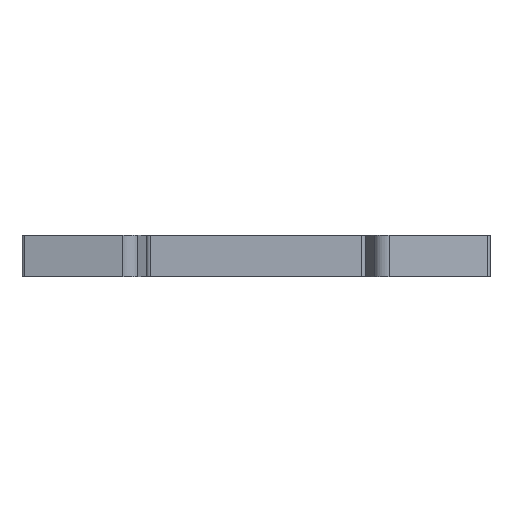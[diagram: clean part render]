
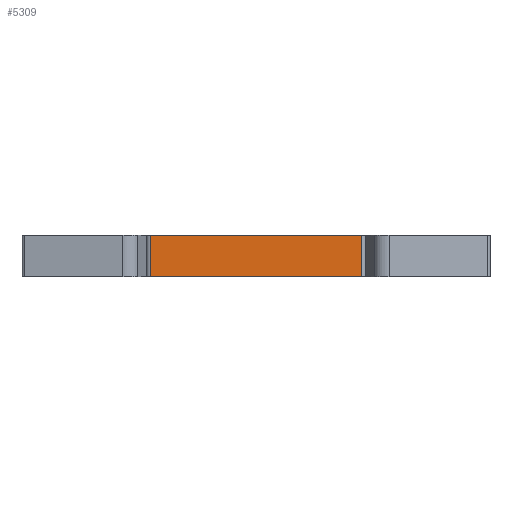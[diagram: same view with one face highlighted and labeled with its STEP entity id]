
A CAD part, front view. The second image highlights one B-rep face of the part: STEP entity #5309.
In plain terms, the highlighted planar face has unit normal (0, -1, 0).
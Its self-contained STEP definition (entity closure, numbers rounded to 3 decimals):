
#659=ORIENTED_EDGE('',*,*,#2174,.F.);
#660=ORIENTED_EDGE('',*,*,#2173,.F.);
#661=ORIENTED_EDGE('',*,*,#2175,.T.);
#662=ORIENTED_EDGE('',*,*,#2176,.T.);
#2173=EDGE_CURVE('',#2922,#2920,#3416,.T.);
#2174=EDGE_CURVE('',#2920,#2923,#3417,.T.);
#2175=EDGE_CURVE('',#2922,#2924,#3418,.T.);
#2176=EDGE_CURVE('',#2924,#2923,#3419,.T.);
#2920=VERTEX_POINT('',#8108);
#2922=VERTEX_POINT('',#8112);
#2923=VERTEX_POINT('',#8116);
#2924=VERTEX_POINT('',#8118);
#3416=LINE('',#8113,#4008);
#3417=LINE('',#8115,#4009);
#3418=LINE('',#8117,#4010);
#3419=LINE('',#8119,#4011);
#4008=VECTOR('',#6448,1000.);
#4009=VECTOR('',#6451,1000.);
#4010=VECTOR('',#6452,1000.);
#4011=VECTOR('',#6453,1000.);
#4498=EDGE_LOOP('',(#659,#660,#661,#662));
#4808=FACE_BOUND('',#4498,.T.);
#5082=PLANE('',#5673);
#5309=ADVANCED_FACE('',(#4808),#5082,.T.);
#5673=AXIS2_PLACEMENT_3D('',#8114,#6449,#6450);
#6448=DIRECTION('',(0.,0.,1.));
#6449=DIRECTION('',(0.,-1.,0.));
#6450=DIRECTION('',(0.,0.,-1.));
#6451=DIRECTION('',(1.,0.,0.));
#6452=DIRECTION('',(1.,0.,0.));
#6453=DIRECTION('',(0.,0.,1.));
#8108=CARTESIAN_POINT('',(-15.5,-31.592,0.));
#8112=CARTESIAN_POINT('',(-15.5,-31.592,-6.1));
#8113=CARTESIAN_POINT('',(-15.5,-31.592,-6.1));
#8114=CARTESIAN_POINT('',(15.5,-31.592,-6.1));
#8115=CARTESIAN_POINT('',(15.5,-31.592,0.));
#8116=CARTESIAN_POINT('',(15.5,-31.592,0.));
#8117=CARTESIAN_POINT('',(-15.5,-31.592,-6.1));
#8118=CARTESIAN_POINT('',(15.5,-31.592,-6.1));
#8119=CARTESIAN_POINT('',(15.5,-31.592,-6.1));
